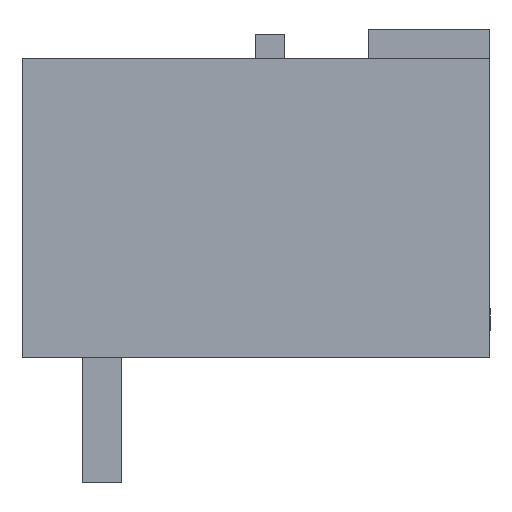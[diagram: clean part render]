
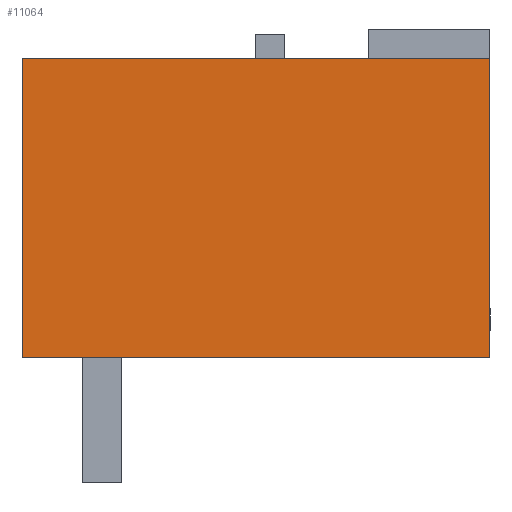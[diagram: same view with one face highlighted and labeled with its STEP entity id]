
A CAD part, left-side view. The second image highlights one B-rep face of the part: STEP entity #11064.
In plain terms, the highlighted planar face has unit normal (-1, 0, 0).
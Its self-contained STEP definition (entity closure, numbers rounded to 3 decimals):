
#11051=AXIS2_PLACEMENT_3D('Plane Axis2P3D',#11048,#11049,#11050) ;
#6879=CARTESIAN_POINT('Vertex',(0.,12.,10.88)) ;
#6882=CARTESIAN_POINT('Line Origine',(0.,6.,10.88)) ;
#6886=CARTESIAN_POINT('Vertex',(0.,0.,10.88)) ;
#9072=CARTESIAN_POINT('Vertex',(0.,0.,3.2)) ;
#9077=CARTESIAN_POINT('Line Origine',(0.,6.,3.2)) ;
#9081=CARTESIAN_POINT('Vertex',(0.,12.,3.2)) ;
#9140=CARTESIAN_POINT('Line Origine',(0.,12.,7.04)) ;
#11048=CARTESIAN_POINT('Axis2P3D Location',(0.,0.,10.88)) ;
#11053=CARTESIAN_POINT('Line Origine',(0.,0.,7.04)) ;
#6883=DIRECTION('Vector Direction',(0.,1.,0.)) ;
#9078=DIRECTION('Vector Direction',(0.,1.,0.)) ;
#9141=DIRECTION('Vector Direction',(0.,0.,-1.)) ;
#11049=DIRECTION('Axis2P3D Direction',(1.,0.,0.)) ;
#11050=DIRECTION('Axis2P3D XDirection',(0.,0.,-1.)) ;
#11054=DIRECTION('Vector Direction',(0.,0.,-1.)) ;
#6884=VECTOR('Line Direction',#6883,1.) ;
#9079=VECTOR('Line Direction',#9078,1.) ;
#9142=VECTOR('Line Direction',#9141,1.) ;
#11055=VECTOR('Line Direction',#11054,1.) ;
#11059=ORIENTED_EDGE('',*,*,#9083,.F.) ;
#11060=ORIENTED_EDGE('',*,*,#11057,.F.) ;
#11061=ORIENTED_EDGE('',*,*,#6888,.T.) ;
#11062=ORIENTED_EDGE('',*,*,#9144,.F.) ;
#11064=ADVANCED_FACE('HOUSING',(#11063),#11052,.F.) ;
#6888=EDGE_CURVE('',#6887,#6880,#6885,.T.) ;
#9083=EDGE_CURVE('',#9073,#9082,#9080,.T.) ;
#9144=EDGE_CURVE('',#9082,#6880,#9143,.F.) ;
#11057=EDGE_CURVE('',#6887,#9073,#11056,.T.) ;
#11058=EDGE_LOOP('',(#11059,#11060,#11061,#11062)) ;
#11063=FACE_OUTER_BOUND('',#11058,.T.) ;
#6885=LINE('Line',#6882,#6884) ;
#9080=LINE('Line',#9077,#9079) ;
#9143=LINE('Line',#9140,#9142) ;
#11056=LINE('Line',#11053,#11055) ;
#11052=PLANE('',#11051) ;
#6880=VERTEX_POINT('',#6879) ;
#6887=VERTEX_POINT('',#6886) ;
#9073=VERTEX_POINT('',#9072) ;
#9082=VERTEX_POINT('',#9081) ;
